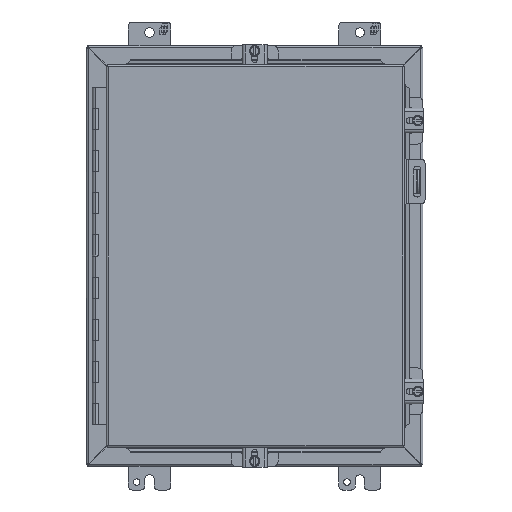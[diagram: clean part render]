
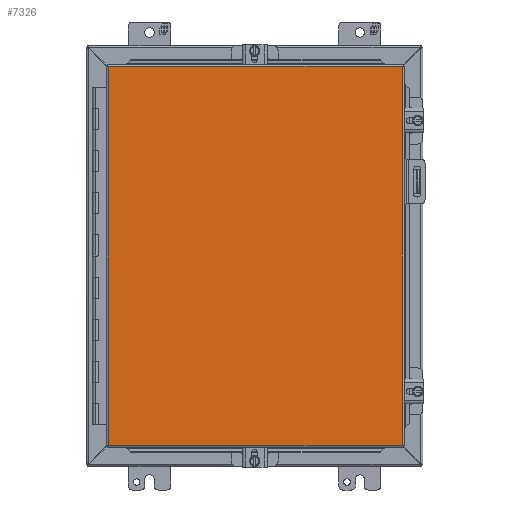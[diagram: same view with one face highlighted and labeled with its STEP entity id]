
A CAD part, front view. The second image highlights one B-rep face of the part: STEP entity #7326.
In plain terms, the highlighted planar face has unit normal (0, -1, 0).
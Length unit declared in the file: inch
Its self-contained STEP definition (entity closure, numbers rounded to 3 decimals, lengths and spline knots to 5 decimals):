
#665 = EDGE_LOOP ( 'NONE', ( #5566, #25611, #32785, #9525 ) ) ;
#1186 = DIRECTION ( 'NONE',  ( 0., -1., 0. ) ) ;
#3132 = LINE ( 'NONE', #22573, #41436 ) ;
#4636 = DIRECTION ( 'NONE',  ( -1., 0., 0. ) ) ;
#5566 = ORIENTED_EDGE ( 'NONE', *, *, #11166, .F. ) ;
#5784 = CARTESIAN_POINT ( 'NONE',  ( 7.018, -7.21, 8.9945 ) ) ;
#7326 = ADVANCED_FACE ( 'NONE', ( #31134 ), #15058, .T. ) ;
#8298 = VERTEX_POINT ( 'NONE', #19399 ) ;
#9525 = ORIENTED_EDGE ( 'NONE', *, *, #21216, .F. ) ;
#10809 = VECTOR ( 'NONE', #11127, 39.37008 ) ;
#11051 = CARTESIAN_POINT ( 'NONE',  ( -6.954, -7.21, -8.9945 ) ) ;
#11127 = DIRECTION ( 'NONE',  ( 1., 0., 0. ) ) ;
#11166 = EDGE_CURVE ( 'NONE', #20389, #30106, #43289, .T. ) ;
#15058 = PLANE ( 'NONE',  #36052 ) ;
#18323 = VERTEX_POINT ( 'NONE', #25317 ) ;
#19383 = CARTESIAN_POINT ( 'NONE',  ( 7.018, -7.21, 8.9945 ) ) ;
#19399 = CARTESIAN_POINT ( 'NONE',  ( -6.954, -7.21, 8.9945 ) ) ;
#20389 = VERTEX_POINT ( 'NONE', #19383 ) ;
#21216 = EDGE_CURVE ( 'NONE', #30106, #18323, #41932, .T. ) ;
#21607 = CARTESIAN_POINT ( 'NONE',  ( -6.954, -7.21, 8.9945 ) ) ;
#22573 = CARTESIAN_POINT ( 'NONE',  ( -6.954, -7.21, -8.9945 ) ) ;
#24461 = DIRECTION ( 'NONE',  ( 0., 0., -1. ) ) ;
#25317 = CARTESIAN_POINT ( 'NONE',  ( -6.954, -7.21, -8.9945 ) ) ;
#25611 = ORIENTED_EDGE ( 'NONE', *, *, #38997, .F. ) ;
#27068 = CARTESIAN_POINT ( 'NONE',  ( 7.018, -7.21, -8.9945 ) ) ;
#30106 = VERTEX_POINT ( 'NONE', #27068 ) ;
#30847 = VECTOR ( 'NONE', #4636, 39.37008 ) ;
#31134 = FACE_OUTER_BOUND ( 'NONE', #665, .T. ) ;
#32785 = ORIENTED_EDGE ( 'NONE', *, *, #37072, .F. ) ;
#34180 = CARTESIAN_POINT ( 'NONE',  ( 7.018, -7.21, -8.9945 ) ) ;
#36052 = AXIS2_PLACEMENT_3D ( 'NONE', #11051, #1186, #24461 ) ;
#37072 = EDGE_CURVE ( 'NONE', #18323, #8298, #3132, .T. ) ;
#38997 = EDGE_CURVE ( 'NONE', #8298, #20389, #42169, .T. ) ;
#39578 = DIRECTION ( 'NONE',  ( 0., 0., 1. ) ) ;
#39951 = DIRECTION ( 'NONE',  ( 0., 0., -1. ) ) ;
#41436 = VECTOR ( 'NONE', #39578, 39.37008 ) ;
#41932 = LINE ( 'NONE', #34180, #30847 ) ;
#42169 = LINE ( 'NONE', #21607, #10809 ) ;
#42752 = VECTOR ( 'NONE', #39951, 39.37008 ) ;
#43289 = LINE ( 'NONE', #5784, #42752 ) ;
